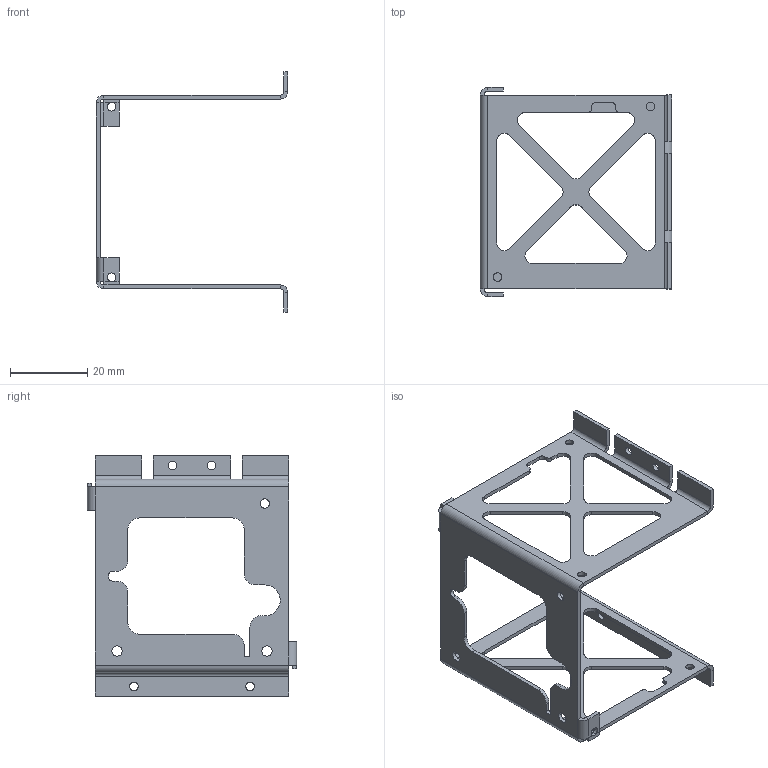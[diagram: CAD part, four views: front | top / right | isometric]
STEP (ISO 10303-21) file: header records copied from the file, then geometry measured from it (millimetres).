
FILE_DESCRIPTION((''),'2;1');
FILE_NAME('PQ-WALLS','2024-04-19T11:23:01',('canda'),(''),'CREO PARAMETRIC BY PTC INC, 2022073','CREO PARAMETRIC BY PTC INC, 2022073','');
FILE_SCHEMA(('CONFIG_CONTROL_DESIGN'));
Length unit declared in the file: millimetre
Products named in the file (1): PQ-WALLS
Bounding box: 49.5 x 54 x 62 mm (x, y, z)
Volume: 4338.8 mm3; surface area: 10007 mm2
Topology: 3 solids, 3 shells, 211 faces, 551 edges, 346 vertices
Faces by surface type: plane 120, cylinder 91
Entity records: 6549 total; most frequent: DIRECTION 1155, CARTESIAN_POINT 1108, ORIENTED_EDGE 1102, EDGE_CURVE 551, AXIS2_PLACEMENT_3D 393, VECTOR 369, LINE 369, VERTEX_POINT 346
